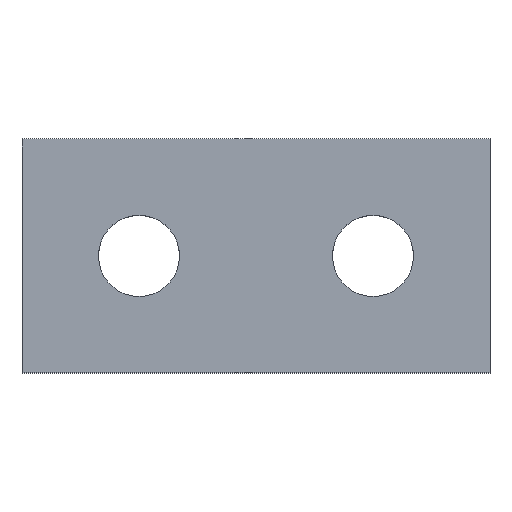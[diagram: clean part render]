
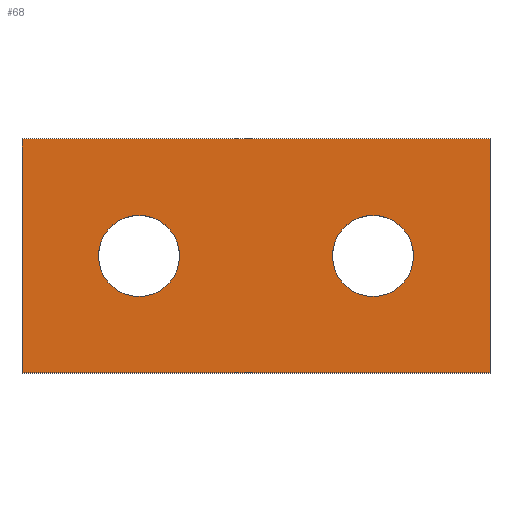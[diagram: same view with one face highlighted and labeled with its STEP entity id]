
A CAD part, top view. The second image highlights one B-rep face of the part: STEP entity #68.
In plain terms, the highlighted planar face has unit normal (0, 0, 1).
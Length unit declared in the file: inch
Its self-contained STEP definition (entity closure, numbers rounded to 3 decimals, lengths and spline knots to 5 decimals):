
#68=ADVANCED_FACE('',(#125,#126,#127),#128,.T.);
#125=FACE_BOUND('',#178,.T.);
#126=FACE_BOUND('',#179,.T.);
#127=FACE_OUTER_BOUND('',#180,.T.);
#128=PLANE('',#181);
#178=EDGE_LOOP('',(#269,#270));
#179=EDGE_LOOP('',(#271,#272));
#180=EDGE_LOOP('',(#273,#274,#275,#276));
#181=AXIS2_PLACEMENT_3D('',#277,#278,#279);
#269=ORIENTED_EDGE('',*,*,#286,.F.);
#270=ORIENTED_EDGE('',*,*,#291,.F.);
#271=ORIENTED_EDGE('',*,*,#314,.F.);
#272=ORIENTED_EDGE('',*,*,#296,.F.);
#273=ORIENTED_EDGE('',*,*,#303,.F.);
#274=ORIENTED_EDGE('',*,*,#312,.F.);
#275=ORIENTED_EDGE('',*,*,#298,.F.);
#276=ORIENTED_EDGE('',*,*,#316,.F.);
#277=CARTESIAN_POINT('',(0.,0.0,0.25));
#278=DIRECTION('',(0.0,0.0,1.0));
#279=DIRECTION('',(1.0,0.0,0.0));
#286=EDGE_CURVE('',#321,#323,#324,.T.);
#291=EDGE_CURVE('',#323,#321,#330,.T.);
#296=EDGE_CURVE('',#337,#333,#339,.T.);
#298=EDGE_CURVE('',#341,#342,#343,.T.);
#303=EDGE_CURVE('',#350,#351,#352,.T.);
#312=EDGE_CURVE('',#342,#350,#363,.T.);
#314=EDGE_CURVE('',#333,#337,#365,.T.);
#316=EDGE_CURVE('',#351,#341,#367,.T.);
#321=VERTEX_POINT('',#372);
#323=VERTEX_POINT('',#375);
#324=CIRCLE('',#376,0.28125);
#330=CIRCLE('',#383,0.28125);
#333=VERTEX_POINT('',#386);
#337=VERTEX_POINT('',#391);
#339=CIRCLE('',#394,0.28125);
#341=VERTEX_POINT('',#396);
#342=VERTEX_POINT('',#397);
#343=LINE('',#398,#399);
#350=VERTEX_POINT('',#409);
#351=VERTEX_POINT('',#410);
#352=LINE('',#411,#412);
#363=LINE('',#428,#429);
#365=CIRCLE('',#431,0.28125);
#367=LINE('',#433,#434);
#372=CARTESIAN_POINT('',(1.09375,0.0,0.25));
#375=CARTESIAN_POINT('',(0.53125,0.,0.25));
#376=AXIS2_PLACEMENT_3D('',#437,#438,#439);
#383=AXIS2_PLACEMENT_3D('',#447,#448,#449);
#386=CARTESIAN_POINT('',(-0.53125,0.0,0.25));
#391=CARTESIAN_POINT('',(-1.09375,0.,0.25));
#394=AXIS2_PLACEMENT_3D('',#455,#456,#457);
#396=CARTESIAN_POINT('',(1.625,-0.8125,0.25));
#397=CARTESIAN_POINT('',(-1.625,-0.8125,0.25));
#398=CARTESIAN_POINT('',(-1.625,-0.8125,0.25));
#399=VECTOR('',#458,1.0);
#409=CARTESIAN_POINT('',(-1.625,0.8125,0.25));
#410=CARTESIAN_POINT('',(1.625,0.8125,0.25));
#411=CARTESIAN_POINT('',(1.625,0.8125,0.25));
#412=VECTOR('',#462,1.0);
#428=CARTESIAN_POINT('',(-1.625,0.8125,0.25));
#429=VECTOR('',#471,1.0);
#431=AXIS2_PLACEMENT_3D('',#472,#473,#474);
#433=CARTESIAN_POINT('',(1.625,-0.8125,0.25));
#434=VECTOR('',#475,1.0);
#437=CARTESIAN_POINT('',(0.8125,0.0,0.25));
#438=DIRECTION('',(0.0,0.0,1.0));
#439=DIRECTION('',(1.0,0.0,0.0));
#447=CARTESIAN_POINT('',(0.8125,0.0,0.25));
#448=DIRECTION('',(0.0,0.0,1.0));
#449=DIRECTION('',(1.0,0.0,0.0));
#455=CARTESIAN_POINT('',(-0.8125,0.0,0.25));
#456=DIRECTION('',(0.0,0.0,1.0));
#457=DIRECTION('',(1.0,0.0,0.0));
#458=DIRECTION('',(-1.0,-0.0,-0.0));
#462=DIRECTION('',(1.0,0.0,0.0));
#471=DIRECTION('',(0.0,1.0,0.0));
#472=CARTESIAN_POINT('',(-0.8125,0.0,0.25));
#473=DIRECTION('',(0.0,0.0,1.0));
#474=DIRECTION('',(1.0,0.0,0.0));
#475=DIRECTION('',(-0.0,-1.0,-0.0));
